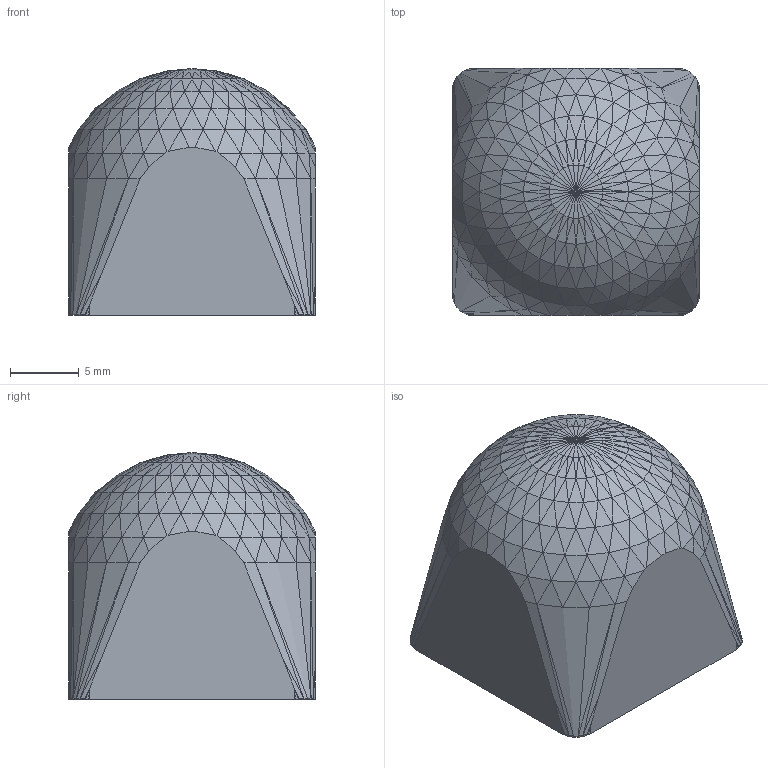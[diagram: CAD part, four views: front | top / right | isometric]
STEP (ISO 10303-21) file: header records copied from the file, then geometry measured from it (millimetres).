
FILE_DESCRIPTION(('FreeCAD Model'),'2;1');
FILE_NAME('Open CASCADE Shape Model','2024-07-06T21:59:38',(''),(''), 'Open CASCADE STEP processor 7.6','FreeCAD','Unknown');
FILE_SCHEMA(('AUTOMOTIVE_DESIGN { 1 0 10303 214 1 1 1 1 }'));
Length unit declared in the file: millimetre
Products named in the file (1): dome_profile
Bounding box: 18 x 18 x 18 mm (x, y, z)
Volume: 3608.9 mm3; surface area: 1791.2 mm2
Topology: 1 solids, 1 shells, 561 faces, 1010 edges, 453 vertices
Faces by surface type: plane 517, cylinder 30, cone 8, torus 6
Entity records: 12587 total; most frequent: DIRECTION 2223, CARTESIAN_POINT 2025, ORIENTED_EDGE 2020, EDGE_CURVE 1010, LINE 921, VECTOR 921, AXIS2_PLACEMENT_3D 651, FACE_BOUND 563
